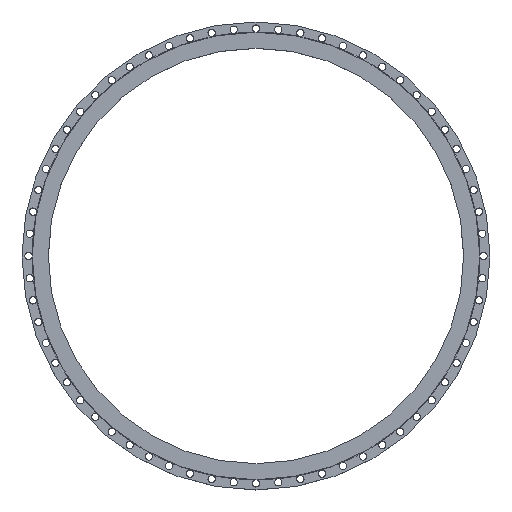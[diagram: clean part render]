
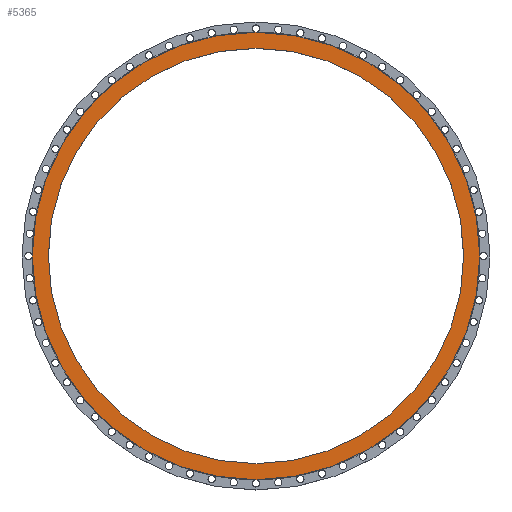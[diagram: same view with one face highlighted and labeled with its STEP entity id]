
A CAD part, top view. The second image highlights one B-rep face of the part: STEP entity #5365.
In plain terms, the highlighted planar face has unit normal (0, 0, 1).
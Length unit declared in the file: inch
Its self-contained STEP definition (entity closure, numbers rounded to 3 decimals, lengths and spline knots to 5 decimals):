
#196 = DIRECTION ( 'NONE',  ( 0., 0., 1. ) ) ;
#286 = CARTESIAN_POINT ( 'NONE',  ( 0., 0., 0. ) ) ;
#370 = ORIENTED_EDGE ( 'NONE', *, *, #2517, .T. ) ;
#516 = CARTESIAN_POINT ( 'NONE',  ( 38.25, 0., 0. ) ) ;
#1064 = EDGE_LOOP ( 'NONE', ( #370, #5728 ) ) ;
#1165 = CARTESIAN_POINT ( 'NONE',  ( 0., 0., 0. ) ) ;
#1212 = CARTESIAN_POINT ( 'NONE',  ( -35.5, 0., 0. ) ) ;
#1672 = FACE_BOUND ( 'NONE', #3247, .T. ) ;
#1709 = FACE_OUTER_BOUND ( 'NONE', #1064, .T. ) ;
#2050 = EDGE_CURVE ( 'NONE', #4524, #5439, #6149, .T. ) ;
#2113 = CIRCLE ( 'NONE', #5663, 38.25 ) ;
#2154 = DIRECTION ( 'NONE',  ( 1., 0., 0. ) ) ;
#2243 = CARTESIAN_POINT ( 'NONE',  ( 35.5, 0., 0. ) ) ;
#2408 = VERTEX_POINT ( 'NONE', #5372 ) ;
#2517 = EDGE_CURVE ( 'NONE', #4680, #2408, #4530, .T. ) ;
#2654 = PLANE ( 'NONE',  #6188 ) ;
#2730 = DIRECTION ( 'NONE',  ( 1., 0., 0. ) ) ;
#3029 = EDGE_CURVE ( 'NONE', #5439, #4524, #3425, .T. ) ;
#3203 = DIRECTION ( 'NONE',  ( 0., 0., 1. ) ) ;
#3247 = EDGE_LOOP ( 'NONE', ( #5877, #5289 ) ) ;
#3425 = CIRCLE ( 'NONE', #5252, 35.5 ) ;
#3611 = DIRECTION ( 'NONE',  ( 0., 0., -1. ) ) ;
#3647 = EDGE_CURVE ( 'NONE', #2408, #4680, #2113, .T. ) ;
#3673 = DIRECTION ( 'NONE',  ( 0., 0., 1. ) ) ;
#4524 = VERTEX_POINT ( 'NONE', #1212 ) ;
#4530 = CIRCLE ( 'NONE', #5753, 38.25 ) ;
#4680 = VERTEX_POINT ( 'NONE', #516 ) ;
#5095 = DIRECTION ( 'NONE',  ( 1., 0., 0. ) ) ;
#5097 = DIRECTION ( 'NONE',  ( -1., 0., 0. ) ) ;
#5133 = DIRECTION ( 'NONE',  ( 1., 0., 0. ) ) ;
#5198 = CARTESIAN_POINT ( 'NONE',  ( 0., 0., 0. ) ) ;
#5252 = AXIS2_PLACEMENT_3D ( 'NONE', #6052, #5579, #5095 ) ;
#5289 = ORIENTED_EDGE ( 'NONE', *, *, #2050, .F. ) ;
#5346 = AXIS2_PLACEMENT_3D ( 'NONE', #286, #3203, #2730 ) ;
#5365 = ADVANCED_FACE ( 'NONE', ( #1672, #1709 ), #2654, .F. ) ;
#5372 = CARTESIAN_POINT ( 'NONE',  ( -38.25, 0., 0. ) ) ;
#5439 = VERTEX_POINT ( 'NONE', #2243 ) ;
#5514 = CARTESIAN_POINT ( 'NONE',  ( 0., 35.5, 0. ) ) ;
#5579 = DIRECTION ( 'NONE',  ( 0., 0., 1. ) ) ;
#5663 = AXIS2_PLACEMENT_3D ( 'NONE', #5198, #196, #5133 ) ;
#5728 = ORIENTED_EDGE ( 'NONE', *, *, #3647, .T. ) ;
#5753 = AXIS2_PLACEMENT_3D ( 'NONE', #1165, #3673, #2154 ) ;
#5877 = ORIENTED_EDGE ( 'NONE', *, *, #3029, .F. ) ;
#6052 = CARTESIAN_POINT ( 'NONE',  ( 0., 0., 0. ) ) ;
#6149 = CIRCLE ( 'NONE', #5346, 35.5 ) ;
#6188 = AXIS2_PLACEMENT_3D ( 'NONE', #5514, #3611, #5097 ) ;
